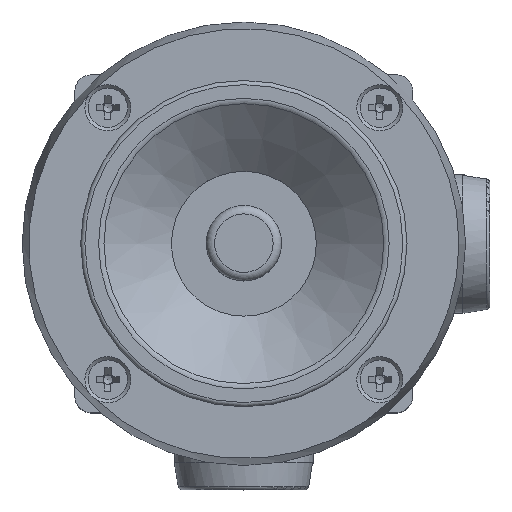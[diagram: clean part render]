
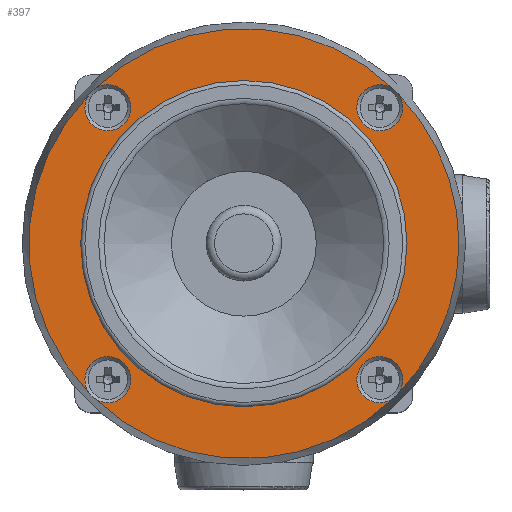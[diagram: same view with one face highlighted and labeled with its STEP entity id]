
A CAD part, top view. The second image highlights one B-rep face of the part: STEP entity #397.
In plain terms, the highlighted planar face has unit normal (0, 0, 1).
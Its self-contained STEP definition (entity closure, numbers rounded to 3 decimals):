
#298=CARTESIAN_POINT('',(19.5,0.0,30.0));
#299=VERTEX_POINT('',#298);
#300=CARTESIAN_POINT('',(0.0,0.0,30.0));
#301=DIRECTION('',(0.0,0.0,1.0));
#302=DIRECTION('',(1.0,0.0,-0.0));
#303=AXIS2_PLACEMENT_3D('',#300,#301,#302);
#304=CIRCLE('',#303,19.5);
#305=EDGE_CURVE('n� 302',#299,#299,#304,.T.);
#315=CARTESIAN_POINT('',(-18.449,17.902,30.0));
#316=VERTEX_POINT('',#315);
#317=CARTESIAN_POINT('',(-17.902,18.449,30.0));
#318=VERTEX_POINT('',#317);
#319=CARTESIAN_POINT('',(-16.25,16.25,30.0));
#320=DIRECTION('',(-0.0,-0.0,1.0));
#321=DIRECTION('',(1.0,0.0,0.0));
#322=AXIS2_PLACEMENT_3D('',#319,#320,#321);
#323=CIRCLE('',#322,2.75);
#324=EDGE_CURVE('n� 1797',#316,#318,#323,.T.);
#325=ORIENTED_EDGE('',*,*,#324,.F.);
#326=CARTESIAN_POINT('',(-18.449,-17.902,30.0));
#327=VERTEX_POINT('',#326);
#328=CARTESIAN_POINT('',(0.0,0.0,30.0));
#329=DIRECTION('',(0.0,0.0,1.0));
#330=DIRECTION('',(1.0,0.0,-0.0));
#331=AXIS2_PLACEMENT_3D('',#328,#329,#330);
#332=CIRCLE('',#331,25.707);
#333=EDGE_CURVE('n� 1760',#316,#327,#332,.T.);
#334=ORIENTED_EDGE('',*,*,#333,.T.);
#335=CARTESIAN_POINT('',(-17.902,-18.449,30.0));
#336=VERTEX_POINT('',#335);
#337=CARTESIAN_POINT('',(-16.25,-16.25,30.0));
#338=DIRECTION('',(-0.0,-0.0,1.0));
#339=DIRECTION('',(1.0,0.0,0.0));
#340=AXIS2_PLACEMENT_3D('',#337,#338,#339);
#341=CIRCLE('',#340,2.75);
#342=EDGE_CURVE('n� 1519',#336,#327,#341,.T.);
#343=ORIENTED_EDGE('',*,*,#342,.F.);
#344=CARTESIAN_POINT('',(17.902,-18.449,30.0));
#345=VERTEX_POINT('',#344);
#346=CARTESIAN_POINT('',(0.0,0.0,30.0));
#347=DIRECTION('',(0.0,0.0,1.0));
#348=DIRECTION('',(1.0,0.0,-0.0));
#349=AXIS2_PLACEMENT_3D('',#346,#347,#348);
#350=CIRCLE('',#349,25.707);
#351=EDGE_CURVE('n� 1484',#336,#345,#350,.T.);
#352=ORIENTED_EDGE('',*,*,#351,.T.);
#353=CARTESIAN_POINT('',(18.449,-17.902,30.0));
#354=VERTEX_POINT('',#353);
#355=CARTESIAN_POINT('',(16.25,-16.25,30.0));
#356=DIRECTION('',(-0.0,-0.0,1.0));
#357=DIRECTION('',(1.0,0.0,0.0));
#358=AXIS2_PLACEMENT_3D('',#355,#356,#357);
#359=CIRCLE('',#358,2.75);
#360=EDGE_CURVE('n� 1611',#354,#345,#359,.T.);
#361=ORIENTED_EDGE('',*,*,#360,.F.);
#362=CARTESIAN_POINT('',(18.449,17.902,30.0));
#363=VERTEX_POINT('',#362);
#364=CARTESIAN_POINT('',(0.0,0.0,30.0));
#365=DIRECTION('',(0.0,0.0,1.0));
#366=DIRECTION('',(1.0,0.0,-0.0));
#367=AXIS2_PLACEMENT_3D('',#364,#365,#366);
#368=CIRCLE('',#367,25.707);
#369=EDGE_CURVE('n� 1576',#354,#363,#368,.T.);
#370=ORIENTED_EDGE('',*,*,#369,.T.);
#371=CARTESIAN_POINT('',(17.902,18.449,30.0));
#372=VERTEX_POINT('',#371);
#373=CARTESIAN_POINT('',(16.25,16.25,30.0));
#374=DIRECTION('',(-0.0,-0.0,1.0));
#375=DIRECTION('',(1.0,0.0,0.0));
#376=AXIS2_PLACEMENT_3D('',#373,#374,#375);
#377=CIRCLE('',#376,2.75);
#378=EDGE_CURVE('n� 1703',#372,#363,#377,.T.);
#379=ORIENTED_EDGE('',*,*,#378,.F.);
#380=CARTESIAN_POINT('',(0.0,0.0,30.0));
#381=DIRECTION('',(0.0,0.0,1.0));
#382=DIRECTION('',(1.0,0.0,-0.0));
#383=AXIS2_PLACEMENT_3D('',#380,#381,#382);
#384=CIRCLE('',#383,25.707);
#385=EDGE_CURVE('n� 1668',#372,#318,#384,.T.);
#386=ORIENTED_EDGE('',*,*,#385,.T.);
#387=EDGE_LOOP('',(#325,#334,#343,#352,#361,#370,#379,#386));
#388=FACE_OUTER_BOUND('',#387,.T.);
#389=ORIENTED_EDGE('',*,*,#305,.F.);
#390=EDGE_LOOP('',(#389));
#391=FACE_BOUND('',#390,.T.);
#392=CARTESIAN_POINT('',(0.0,0.0,30.0));
#393=DIRECTION('',(0.0,0.0,1.0));
#394=DIRECTION('',(1.0,0.0,-0.0));
#395=AXIS2_PLACEMENT_3D('',#392,#393,#394);
#396=PLANE('',#395);
#397=ADVANCED_FACE('n� 237',(#388,#391),#396,.T.);
